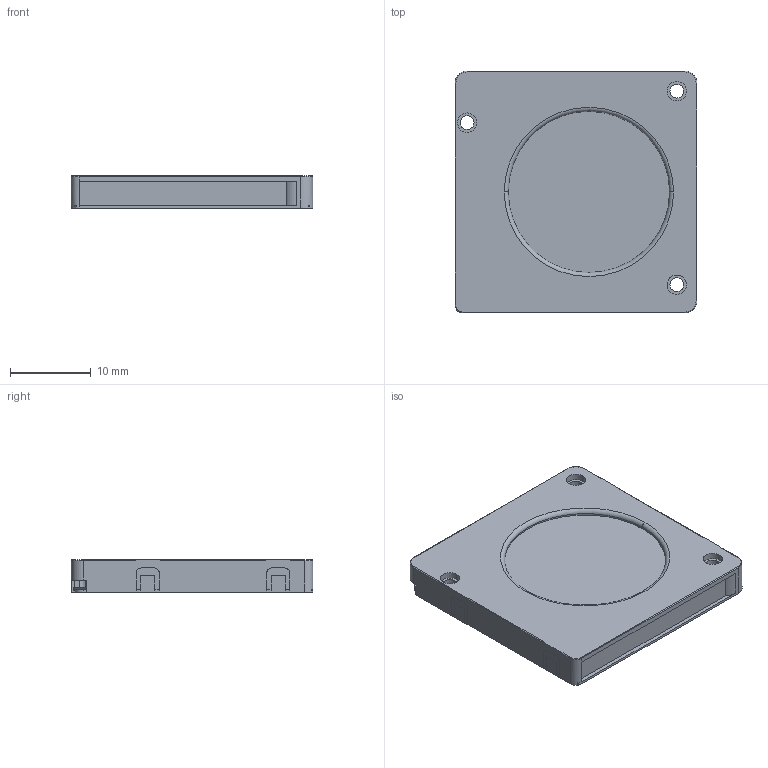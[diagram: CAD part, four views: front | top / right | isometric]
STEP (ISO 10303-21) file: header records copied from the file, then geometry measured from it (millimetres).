
FILE_DESCRIPTION((''),'2;1');
FILE_NAME('PRT0001_1_1','2020-08-12T14:07:38',('研发部-邢志峰'),(''),'CREO PARAMETRIC BY PTC INC, 2020053','CREO PARAMETRIC BY PTC INC, 2020053','');
FILE_SCHEMA(('CONFIG_CONTROL_DESIGN'));
Length unit declared in the file: millimetre
Products named in the file (1): PRT0001_1_1
Bounding box: 30 x 30 x 4 mm (x, y, z)
Volume: 3176.9 mm3; surface area: 2686.5 mm2
Topology: 1 solids, 7 shells, 284 faces, 801 edges, 532 vertices
Faces by surface type: plane 160, cylinder 116, torus 6, extrusion 1, bspline 1
Entity records: 9379 total; most frequent: CARTESIAN_POINT 1728, DIRECTION 1622, ORIENTED_EDGE 1602, EDGE_CURVE 801, AXIS2_PLACEMENT_3D 557, VERTEX_POINT 532, VECTOR 508, LINE 507
